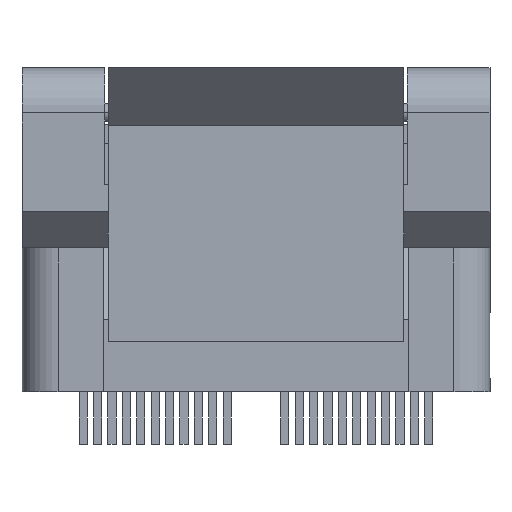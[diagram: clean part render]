
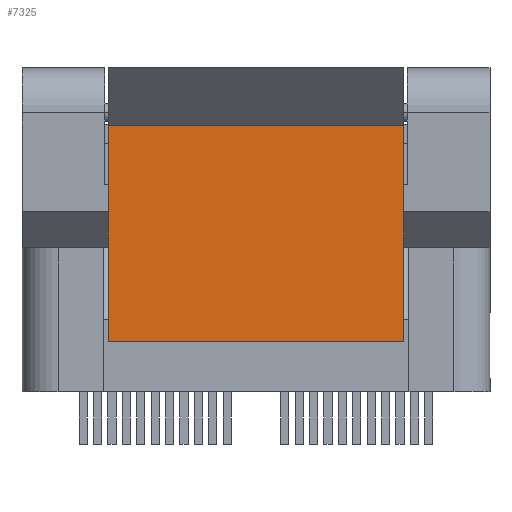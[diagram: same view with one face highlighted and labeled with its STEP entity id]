
A CAD part, left-side view. The second image highlights one B-rep face of the part: STEP entity #7325.
In plain terms, the highlighted planar face has unit normal (-1, 0, 0).
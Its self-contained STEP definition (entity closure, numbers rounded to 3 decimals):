
#7183=CARTESIAN_POINT('',(-20.0,8.2,14.8));
#7184=VERTEX_POINT('',#7183);
#7185=CARTESIAN_POINT('',(-20.0,-8.2,14.8));
#7186=VERTEX_POINT('',#7185);
#7187=CARTESIAN_POINT('',(-20.,8.2,14.8));
#7188=DIRECTION('',(0.0,-1.0,0.0));
#7189=VECTOR('',#7188,16.4);
#7190=LINE('',#7187,#7189);
#7191=EDGE_CURVE('',#7184,#7186,#7190,.T.);
#7223=CARTESIAN_POINT('',(-20.0,-8.2,2.8));
#7224=VERTEX_POINT('',#7223);
#7225=CARTESIAN_POINT('',(-20.,-8.2,14.8));
#7226=DIRECTION('',(0.0,0.0,-1.0));
#7227=VECTOR('',#7226,12.0);
#7228=LINE('',#7225,#7227);
#7229=EDGE_CURVE('',#7186,#7224,#7228,.T.);
#7254=CARTESIAN_POINT('',(-20.0,8.2,2.8));
#7255=VERTEX_POINT('',#7254);
#7256=CARTESIAN_POINT('',(-20.,-8.2,2.8));
#7257=DIRECTION('',(0.0,1.0,0.0));
#7258=VECTOR('',#7257,16.4);
#7259=LINE('',#7256,#7258);
#7260=EDGE_CURVE('',#7224,#7255,#7259,.T.);
#7285=CARTESIAN_POINT('',(-20.,8.2,2.8));
#7286=DIRECTION('',(0.0,0.0,1.0));
#7287=VECTOR('',#7286,12.0);
#7288=LINE('',#7285,#7287);
#7289=EDGE_CURVE('',#7255,#7184,#7288,.T.);
#7314=CARTESIAN_POINT('',(-20.0,0.,8.8));
#7315=DIRECTION('',(-1.0,0.0,0.0));
#7316=DIRECTION('',(0.0,0.0,-1.0));
#7317=AXIS2_PLACEMENT_3D('',#7314,#7315,#7316);
#7318=PLANE('',#7317);
#7319=ORIENTED_EDGE('',*,*,#7191,.F.);
#7320=ORIENTED_EDGE('',*,*,#7289,.F.);
#7321=ORIENTED_EDGE('',*,*,#7260,.F.);
#7322=ORIENTED_EDGE('',*,*,#7229,.F.);
#7323=EDGE_LOOP('',(#7319,#7320,#7321,#7322));
#7324=FACE_OUTER_BOUND('',#7323,.T.);
#7325=ADVANCED_FACE('',(#7324),#7318,.T.);
